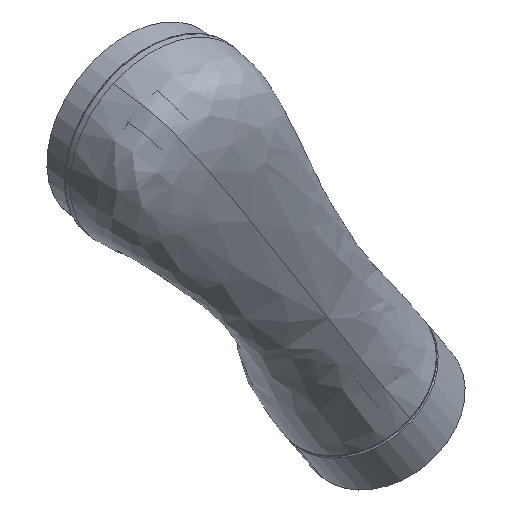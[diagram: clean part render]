
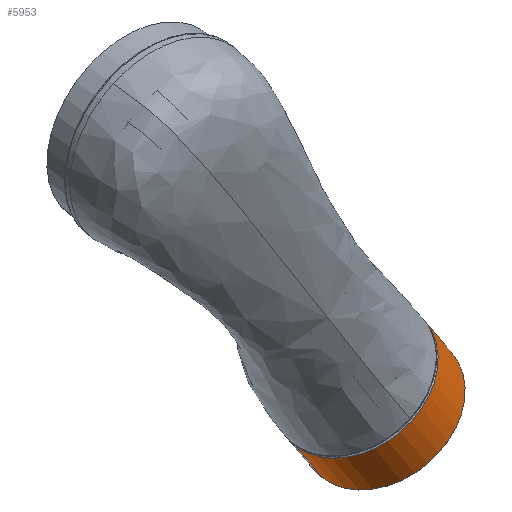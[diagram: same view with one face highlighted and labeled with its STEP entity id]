
A CAD part, isometric view. The second image highlights one B-rep face of the part: STEP entity #5953.
In plain terms, the highlighted cylindrical face has radius 35 mm (diameter 70 mm), a partial arc.
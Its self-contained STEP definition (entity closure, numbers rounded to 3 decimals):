
#660 = VERTEX_POINT ( 'NONE', #15211 ) ;
#1115 = ORIENTED_EDGE ( 'NONE', *, *, #6471, .T. ) ;
#1398 = CARTESIAN_POINT ( 'NONE',  ( 220.9, 0., 35. ) ) ;
#1684 = CARTESIAN_POINT ( 'NONE',  ( 195.6, 0., 35. ) ) ;
#1866 = CARTESIAN_POINT ( 'NONE',  ( 195.6, 0., -35. ) ) ;
#1940 = VERTEX_POINT ( 'NONE', #1684 ) ;
#2052 = EDGE_CURVE ( 'NONE', #660, #1940, #14761, .T. ) ;
#2315 = ORIENTED_EDGE ( 'NONE', *, *, #14043, .T. ) ;
#2391 = CARTESIAN_POINT ( 'NONE',  ( 220.9, 0., 0. ) ) ;
#2643 = CARTESIAN_POINT ( 'NONE',  ( 220.3, 0., -35. ) ) ;
#4584 = DIRECTION ( 'NONE',  ( -1., 0., 0. ) ) ;
#4845 = CARTESIAN_POINT ( 'NONE',  ( 195.6, 0., 0. ) ) ;
#5927 = LINE ( 'NONE', #11392, #12086 ) ;
#5953 = ADVANCED_FACE ( 'NONE', ( #15921 ), #14670, .T. ) ;
#6239 = DIRECTION ( 'NONE',  ( -1., 0., 0. ) ) ;
#6471 = EDGE_CURVE ( 'NONE', #660, #14610, #14367, .T. ) ;
#6888 = EDGE_CURVE ( 'NONE', #9610, #1940, #17196, .T. ) ;
#7541 = DIRECTION ( 'NONE',  ( 0., 1., 0. ) ) ;
#8314 = EDGE_LOOP ( 'NONE', ( #9120, #1115, #2315, #14596 ) ) ;
#9120 = ORIENTED_EDGE ( 'NONE', *, *, #2052, .F. ) ;
#9186 = VECTOR ( 'NONE', #16200, 1000. ) ;
#9610 = VERTEX_POINT ( 'NONE', #1866 ) ;
#10352 = AXIS2_PLACEMENT_3D ( 'NONE', #4845, #15699, #7541 ) ;
#10535 = DIRECTION ( 'NONE',  ( 0., 0., -1. ) ) ;
#11392 = CARTESIAN_POINT ( 'NONE',  ( 220.9, 0., -35. ) ) ;
#12086 = VECTOR ( 'NONE', #4584, 1000. ) ;
#13059 = DIRECTION ( 'NONE',  ( 0., 1., 0. ) ) ;
#14043 = EDGE_CURVE ( 'NONE', #14610, #9610, #5927, .T. ) ;
#14367 = CIRCLE ( 'NONE', #16670, 35. ) ;
#14596 = ORIENTED_EDGE ( 'NONE', *, *, #6888, .T. ) ;
#14610 = VERTEX_POINT ( 'NONE', #2643 ) ;
#14670 = CYLINDRICAL_SURFACE ( 'NONE', #17527, 35. ) ;
#14761 = LINE ( 'NONE', #1398, #9186 ) ;
#15211 = CARTESIAN_POINT ( 'NONE',  ( 220.3, 0., 35. ) ) ;
#15699 = DIRECTION ( 'NONE',  ( 1., 0., 0. ) ) ;
#15921 = FACE_OUTER_BOUND ( 'NONE', #8314, .T. ) ;
#16093 = CARTESIAN_POINT ( 'NONE',  ( 220.3, 0., 0. ) ) ;
#16200 = DIRECTION ( 'NONE',  ( -1., 0., 0. ) ) ;
#16670 = AXIS2_PLACEMENT_3D ( 'NONE', #16093, #6239, #13059 ) ;
#17196 = CIRCLE ( 'NONE', #10352, 35. ) ;
#17365 = DIRECTION ( 'NONE',  ( -1., 0., 0. ) ) ;
#17527 = AXIS2_PLACEMENT_3D ( 'NONE', #2391, #17365, #10535 ) ;
